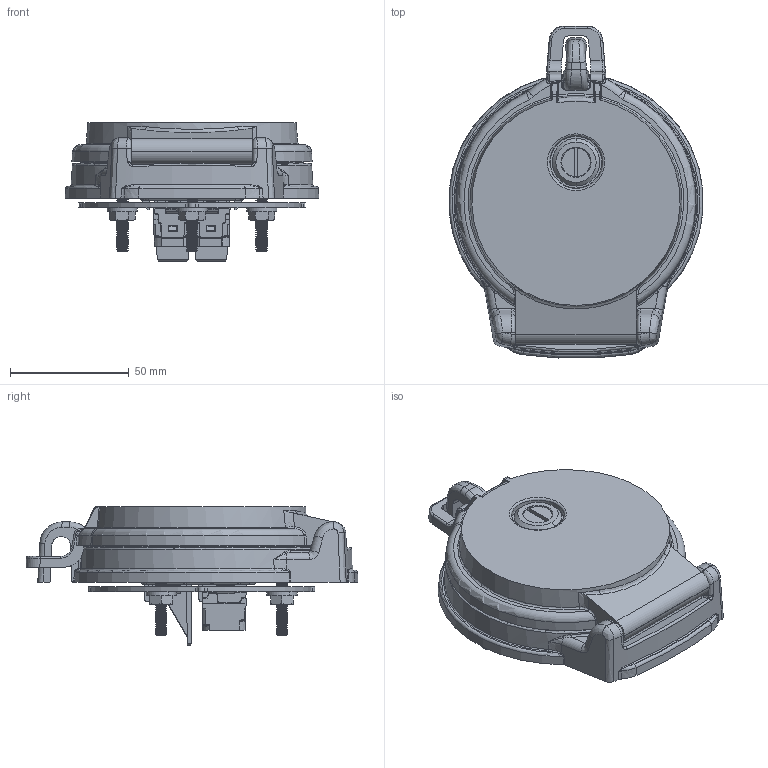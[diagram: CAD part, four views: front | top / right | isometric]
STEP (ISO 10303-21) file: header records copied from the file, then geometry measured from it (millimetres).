
FILE_DESCRIPTION(/* description */ (''),/* implementation_level */ '2;1');
FILE_NAME(/* name */ 'DAP3BC-00-55.stp',/* time_stamp */ '2019-05-08T08:03:54-05:00',/* author */ (''),/* organization */ (''),/* preprocessor_version */ 'ST-DEVELOPER v16',/* originating_system */ 'SIEMENS PLM Software NX 11.0',/* authorisation */ '');
FILE_SCHEMA (('AP203_CONFIGURATION_CONTROLLED_3D_DESIGN_OF_MECHANICAL_PARTS_AND_ASSEMBLIES_MIM_LF { 1 0 10303 403 2 1 2}'));
Products named in the file (1): djsl2EFC777F6s5a
Bounding box: 106.8 x 139.67 x 58.19 mm (x, y, z)
Volume: 306027.2 mm3; surface area: 76478.1 mm2
Topology: 7 solids, 10 shells, 3039 faces, 8525 edges, 5513 vertices
Faces by surface type: plane 1602, cylinder 956, bspline 215, extrusion 102, cone 96, torus 44, sphere 24
Full cylindrical faces by diameter (mm): 5.22 x3
Entity records: 119941 total; most frequent: CARTESIAN_POINT 43999, ORIENTED_EDGE 16968, DIRECTION 14503, EDGE_CURVE 8484, VECTOR 5537, VERTEX_POINT 5509, LINE 5435, AXIS2_PLACEMENT_3D 4483
